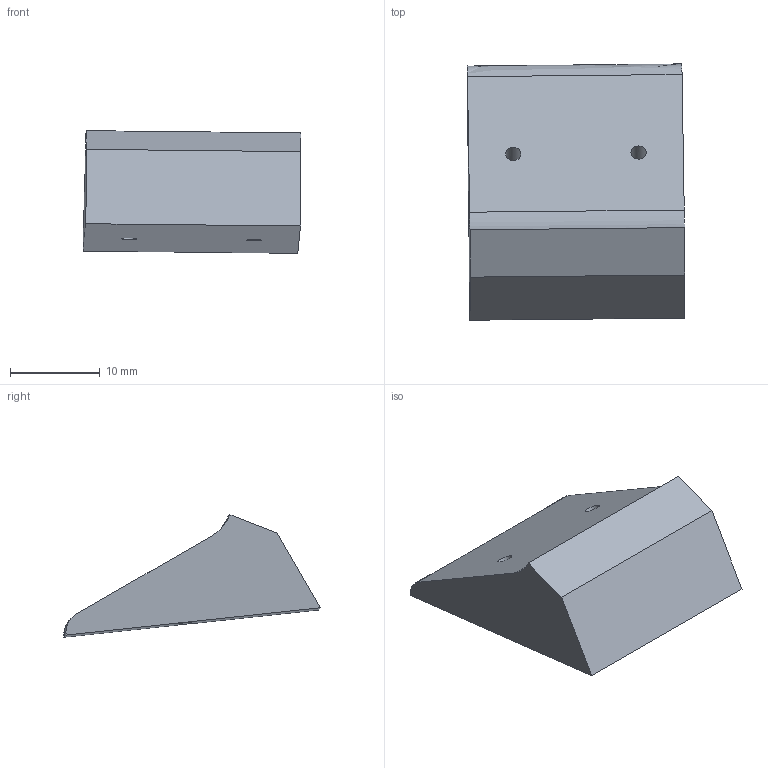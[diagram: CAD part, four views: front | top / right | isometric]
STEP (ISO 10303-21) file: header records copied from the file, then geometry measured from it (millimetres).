
FILE_DESCRIPTION( ( 'STEP AP203' ), '1' );
FILE_NAME( ' ', ' ', ( ' ' ), ( ' ' ), 'PSStep 10.1', ' ', ' ' );
FILE_SCHEMA( ( 'CONFIG_CONTROL_DESIGN' ) );
Length unit declared in the file: millimetre
Products named in the file (1): 1
Bounding box: 24.32 x 28.65 x 13.7 mm (x, y, z)
Volume: 4398.1 mm3; surface area: 2045.2 mm2
Topology: 1 solids, 1 shells, 12 faces, 34 edges, 24 vertices
Faces by surface type: plane 8, cylinder 3, extrusion 1
Full cylindrical faces by diameter (mm): 1.7 x2
Entity records: 531 total; most frequent: CARTESIAN_POINT 202, ORIENTED_EDGE 60, DIRECTION 46, EDGE_CURVE 30, VERTEX_POINT 22, EDGE_LOOP 18, VECTOR 18, LINE 17
